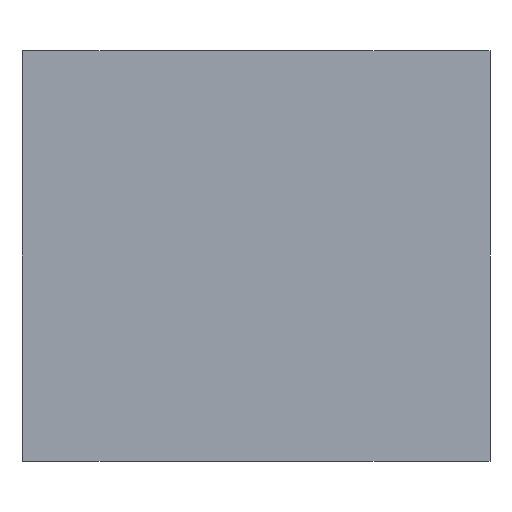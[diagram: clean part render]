
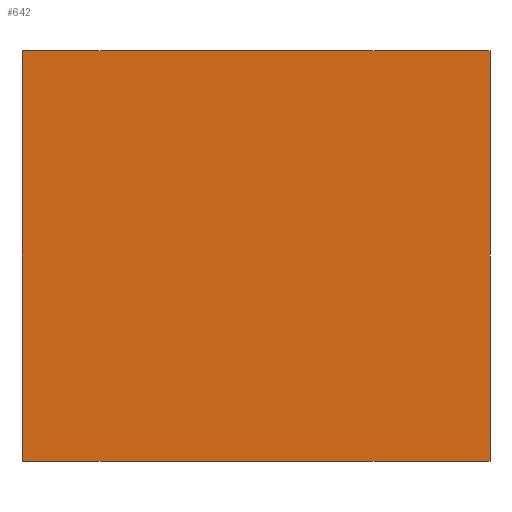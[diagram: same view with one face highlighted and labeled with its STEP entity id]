
A CAD part, front view. The second image highlights one B-rep face of the part: STEP entity #642.
In plain terms, the highlighted planar face has unit normal (0, -1, 0).
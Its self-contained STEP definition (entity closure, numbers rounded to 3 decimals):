
#116 = DIRECTION ( 'NONE',  ( 0., 0., -1. ) ) ;
#119 = LINE ( 'NONE', #723, #182 ) ;
#168 = EDGE_CURVE ( 'NONE', #943, #548, #1205, .T. ) ;
#181 = ORIENTED_EDGE ( 'NONE', *, *, #287, .T. ) ;
#182 = VECTOR ( 'NONE', #804, 1000. ) ;
#184 = CARTESIAN_POINT ( 'NONE',  ( -285., -50., 0. ) ) ;
#266 = FACE_OUTER_BOUND ( 'NONE', #706, .T. ) ;
#287 = EDGE_CURVE ( 'NONE', #548, #322, #119, .T. ) ;
#322 = VERTEX_POINT ( 'NONE', #455 ) ;
#363 = DIRECTION ( 'NONE',  ( 1., 0., 0. ) ) ;
#377 = VECTOR ( 'NONE', #716, 1000. ) ;
#383 = CARTESIAN_POINT ( 'NONE',  ( 285., -50., 500. ) ) ;
#393 = ORIENTED_EDGE ( 'NONE', *, *, #168, .T. ) ;
#397 = CARTESIAN_POINT ( 'NONE',  ( 285., -50., 500. ) ) ;
#398 = EDGE_CURVE ( 'NONE', #943, #450, #799, .T. ) ;
#450 = VERTEX_POINT ( 'NONE', #383 ) ;
#455 = CARTESIAN_POINT ( 'NONE',  ( 285., -50., 0. ) ) ;
#493 = CARTESIAN_POINT ( 'NONE',  ( 0., -50., 500. ) ) ;
#548 = VERTEX_POINT ( 'NONE', #184 ) ;
#588 = DIRECTION ( 'NONE',  ( -1., 0., 0. ) ) ;
#596 = DIRECTION ( 'NONE',  ( 0., 1., 0. ) ) ;
#642 = ADVANCED_FACE ( 'NONE', ( #266 ), #771, .F. ) ;
#672 = EDGE_CURVE ( 'NONE', #450, #322, #714, .T. ) ;
#706 = EDGE_LOOP ( 'NONE', ( #181, #1180, #854, #393 ) ) ;
#708 = CARTESIAN_POINT ( 'NONE',  ( -285., -50., 500. ) ) ;
#714 = LINE ( 'NONE', #397, #744 ) ;
#716 = DIRECTION ( 'NONE',  ( 0., 0., -1. ) ) ;
#723 = CARTESIAN_POINT ( 'NONE',  ( 0., -50., 0. ) ) ;
#744 = VECTOR ( 'NONE', #116, 1000. ) ;
#771 = PLANE ( 'NONE',  #970 ) ;
#799 = LINE ( 'NONE', #1239, #1160 ) ;
#804 = DIRECTION ( 'NONE',  ( 1., 0., 0. ) ) ;
#854 = ORIENTED_EDGE ( 'NONE', *, *, #398, .F. ) ;
#917 = CARTESIAN_POINT ( 'NONE',  ( -285., -50., 500. ) ) ;
#943 = VERTEX_POINT ( 'NONE', #917 ) ;
#970 = AXIS2_PLACEMENT_3D ( 'NONE', #493, #596, #588 ) ;
#1160 = VECTOR ( 'NONE', #363, 1000. ) ;
#1180 = ORIENTED_EDGE ( 'NONE', *, *, #672, .F. ) ;
#1205 = LINE ( 'NONE', #708, #377 ) ;
#1239 = CARTESIAN_POINT ( 'NONE',  ( 0., -50., 500. ) ) ;
